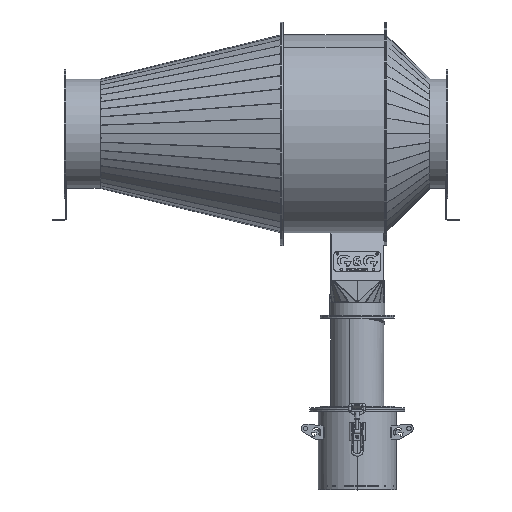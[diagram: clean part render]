
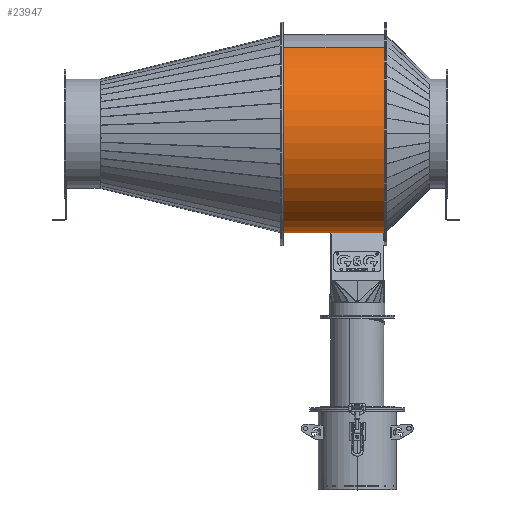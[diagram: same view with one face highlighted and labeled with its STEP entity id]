
A CAD part, top view. The second image highlights one B-rep face of the part: STEP entity #23947.
In plain terms, the highlighted cylindrical face has radius 276.5 mm (diameter 553 mm), a partial arc.
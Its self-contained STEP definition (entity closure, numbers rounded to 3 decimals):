
#823 = EDGE_LOOP ( 'NONE', ( #46873, #5421, #34680, #8747 ) ) ;
#1236 = DIRECTION ( 'NONE',  ( 1., 0., 0. ) ) ;
#3109 = EDGE_CURVE ( 'NONE', #21267, #29177, #27701, .T. ) ;
#5282 = AXIS2_PLACEMENT_3D ( 'NONE', #28008, #17264, #24656 ) ;
#5421 = ORIENTED_EDGE ( 'NONE', *, *, #12341, .T. ) ;
#6390 = VECTOR ( 'NONE', #13653, 1000. ) ;
#7794 = AXIS2_PLACEMENT_3D ( 'NONE', #12262, #45355, #35471 ) ;
#7881 = DIRECTION ( 'NONE',  ( 0., 1., 0. ) ) ;
#8747 = ORIENTED_EDGE ( 'NONE', *, *, #3109, .F. ) ;
#10917 = AXIS2_PLACEMENT_3D ( 'NONE', #40568, #7881, #1236 ) ;
#12262 = CARTESIAN_POINT ( 'NONE',  ( 0., 0., 0. ) ) ;
#12341 = EDGE_CURVE ( 'NONE', #33797, #38544, #19227, .T. ) ;
#13432 = VECTOR ( 'NONE', #22755, 1000. ) ;
#13653 = DIRECTION ( 'NONE',  ( 0., 1., 0. ) ) ;
#14038 = CARTESIAN_POINT ( 'NONE',  ( -135.336, 0., -241.115 ) ) ;
#16058 = LINE ( 'NONE', #33971, #13432 ) ;
#17264 = DIRECTION ( 'NONE',  ( 0., -1., 0. ) ) ;
#19227 = CIRCLE ( 'NONE', #7794, 276.5 ) ;
#21267 = VERTEX_POINT ( 'NONE', #44795 ) ;
#22755 = DIRECTION ( 'NONE',  ( 0., -1., 0. ) ) ;
#23947 = ADVANCED_FACE ( 'NONE', ( #39675 ), #32302, .T. ) ;
#24656 = DIRECTION ( 'NONE',  ( 0., 0., -1. ) ) ;
#24876 = CARTESIAN_POINT ( 'NONE',  ( -135.336, 290., -241.115 ) ) ;
#27401 = EDGE_CURVE ( 'NONE', #29177, #38544, #16058, .T. ) ;
#27701 = CIRCLE ( 'NONE', #10917, 276.5 ) ;
#28008 = CARTESIAN_POINT ( 'NONE',  ( 0., 290., 0. ) ) ;
#29177 = VERTEX_POINT ( 'NONE', #39649 ) ;
#32302 = CYLINDRICAL_SURFACE ( 'NONE', #5282, 276.5 ) ;
#33797 = VERTEX_POINT ( 'NONE', #14038 ) ;
#33971 = CARTESIAN_POINT ( 'NONE',  ( -0.251, 290., 276.5 ) ) ;
#34680 = ORIENTED_EDGE ( 'NONE', *, *, #27401, .F. ) ;
#35471 = DIRECTION ( 'NONE',  ( 1., 0., 0. ) ) ;
#38544 = VERTEX_POINT ( 'NONE', #45807 ) ;
#39649 = CARTESIAN_POINT ( 'NONE',  ( -0.251, 290., 276.5 ) ) ;
#39675 = FACE_OUTER_BOUND ( 'NONE', #823, .T. ) ;
#40568 = CARTESIAN_POINT ( 'NONE',  ( 0., 290., 0. ) ) ;
#43560 = EDGE_CURVE ( 'NONE', #33797, #21267, #46848, .T. ) ;
#44795 = CARTESIAN_POINT ( 'NONE',  ( -135.336, 290., -241.115 ) ) ;
#45355 = DIRECTION ( 'NONE',  ( 0., 1., 0. ) ) ;
#45807 = CARTESIAN_POINT ( 'NONE',  ( -0.251, 0., 276.5 ) ) ;
#46848 = LINE ( 'NONE', #24876, #6390 ) ;
#46873 = ORIENTED_EDGE ( 'NONE', *, *, #43560, .F. ) ;
